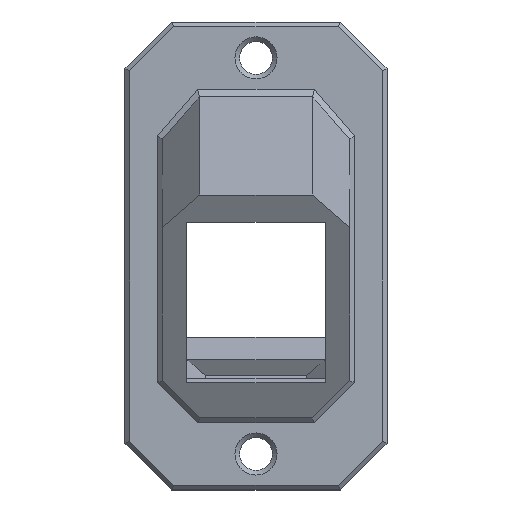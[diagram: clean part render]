
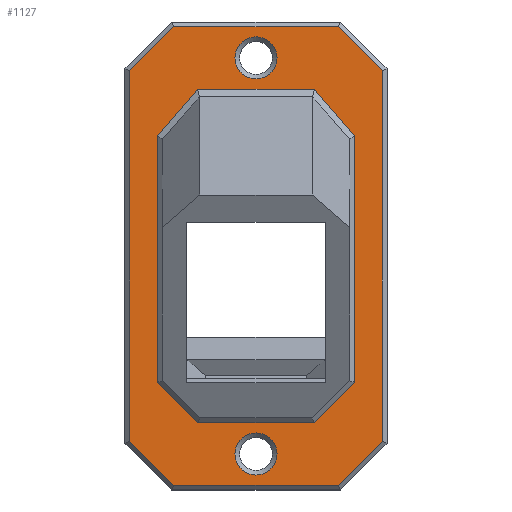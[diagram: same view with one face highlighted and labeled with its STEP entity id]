
A CAD part, top view. The second image highlights one B-rep face of the part: STEP entity #1127.
In plain terms, the highlighted planar face has unit normal (0, 0, 1).
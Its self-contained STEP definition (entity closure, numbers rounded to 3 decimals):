
#26=FACE_BOUND('',#124,.T.);
#27=FACE_BOUND('',#125,.T.);
#28=FACE_BOUND('',#126,.T.);
#33=CIRCLE('',#1209,2.25);
#34=CIRCLE('',#1210,2.25);
#56=FACE_OUTER_BOUND('',#123,.T.);
#123=EDGE_LOOP('',(#792,#793,#794,#795,#796,#797,#798,#799));
#124=EDGE_LOOP('',(#800));
#125=EDGE_LOOP('',(#801));
#126=EDGE_LOOP('',(#802,#803,#804,#805,#806,#807,#808,#809));
#184=LINE('',#1574,#332);
#191=LINE('',#1589,#339);
#194=LINE('',#1595,#342);
#198=LINE('',#1603,#346);
#201=LINE('',#1609,#349);
#205=LINE('',#1617,#353);
#207=LINE('',#1620,#355);
#211=LINE('',#1626,#359);
#223=LINE('',#1652,#371);
#224=LINE('',#1654,#372);
#225=LINE('',#1656,#373);
#226=LINE('',#1658,#374);
#227=LINE('',#1660,#375);
#228=LINE('',#1662,#376);
#229=LINE('',#1664,#377);
#230=LINE('',#1665,#378);
#332=VECTOR('',#1274,10.);
#339=VECTOR('',#1283,10.);
#342=VECTOR('',#1288,10.);
#346=VECTOR('',#1294,10.);
#349=VECTOR('',#1299,10.);
#353=VECTOR('',#1305,10.);
#355=VECTOR('',#1309,10.);
#359=VECTOR('',#1315,10.);
#371=VECTOR('',#1339,10.);
#372=VECTOR('',#1340,10.);
#373=VECTOR('',#1341,10.);
#374=VECTOR('',#1342,10.);
#375=VECTOR('',#1343,10.);
#376=VECTOR('',#1344,10.);
#377=VECTOR('',#1345,10.);
#378=VECTOR('',#1346,10.);
#480=VERTEX_POINT('',#1572);
#481=VERTEX_POINT('',#1573);
#487=VERTEX_POINT('',#1586);
#488=VERTEX_POINT('',#1588);
#490=VERTEX_POINT('',#1594);
#493=VERTEX_POINT('',#1602);
#495=VERTEX_POINT('',#1608);
#498=VERTEX_POINT('',#1616);
#506=VERTEX_POINT('',#1650);
#507=VERTEX_POINT('',#1651);
#508=VERTEX_POINT('',#1653);
#509=VERTEX_POINT('',#1655);
#510=VERTEX_POINT('',#1657);
#511=VERTEX_POINT('',#1659);
#512=VERTEX_POINT('',#1661);
#513=VERTEX_POINT('',#1663);
#514=VERTEX_POINT('',#1666);
#515=VERTEX_POINT('',#1668);
#576=EDGE_CURVE('',#480,#481,#184,.T.);
#583=EDGE_CURVE('',#487,#488,#191,.T.);
#586=EDGE_CURVE('',#490,#487,#194,.T.);
#590=EDGE_CURVE('',#488,#493,#198,.T.);
#593=EDGE_CURVE('',#495,#490,#201,.T.);
#597=EDGE_CURVE('',#493,#498,#205,.T.);
#599=EDGE_CURVE('',#481,#495,#207,.T.);
#603=EDGE_CURVE('',#498,#480,#211,.T.);
#615=EDGE_CURVE('',#506,#507,#223,.T.);
#616=EDGE_CURVE('',#508,#506,#224,.T.);
#617=EDGE_CURVE('',#509,#508,#225,.T.);
#618=EDGE_CURVE('',#510,#509,#226,.T.);
#619=EDGE_CURVE('',#511,#510,#227,.T.);
#620=EDGE_CURVE('',#512,#511,#228,.T.);
#621=EDGE_CURVE('',#513,#512,#229,.T.);
#622=EDGE_CURVE('',#507,#513,#230,.T.);
#623=EDGE_CURVE('',#514,#514,#33,.T.);
#624=EDGE_CURVE('',#515,#515,#34,.T.);
#792=ORIENTED_EDGE('',*,*,#615,.F.);
#793=ORIENTED_EDGE('',*,*,#616,.F.);
#794=ORIENTED_EDGE('',*,*,#617,.F.);
#795=ORIENTED_EDGE('',*,*,#618,.F.);
#796=ORIENTED_EDGE('',*,*,#619,.F.);
#797=ORIENTED_EDGE('',*,*,#620,.F.);
#798=ORIENTED_EDGE('',*,*,#621,.F.);
#799=ORIENTED_EDGE('',*,*,#622,.F.);
#800=ORIENTED_EDGE('',*,*,#623,.F.);
#801=ORIENTED_EDGE('',*,*,#624,.F.);
#802=ORIENTED_EDGE('',*,*,#583,.F.);
#803=ORIENTED_EDGE('',*,*,#586,.F.);
#804=ORIENTED_EDGE('',*,*,#593,.F.);
#805=ORIENTED_EDGE('',*,*,#599,.F.);
#806=ORIENTED_EDGE('',*,*,#576,.F.);
#807=ORIENTED_EDGE('',*,*,#603,.F.);
#808=ORIENTED_EDGE('',*,*,#597,.F.);
#809=ORIENTED_EDGE('',*,*,#590,.F.);
#1069=PLANE('',#1208);
#1127=ADVANCED_FACE('',(#56,#26,#27,#28),#1069,.F.);
#1208=AXIS2_PLACEMENT_3D('',#1649,#1337,#1338);
#1209=AXIS2_PLACEMENT_3D('',#1667,#1347,#1348);
#1210=AXIS2_PLACEMENT_3D('',#1669,#1349,#1350);
#1274=DIRECTION('',(0.,-1.,0.));
#1283=DIRECTION('',(0.,1.,0.));
#1288=DIRECTION('',(0.707,0.707,0.));
#1294=DIRECTION('',(-0.655,0.756,0.));
#1299=DIRECTION('',(1.,0.,0.));
#1305=DIRECTION('',(-1.,0.,0.));
#1309=DIRECTION('',(0.707,-0.707,0.));
#1315=DIRECTION('',(-0.655,-0.756,0.));
#1337=DIRECTION('center_axis',(0.,0.,-1.));
#1338=DIRECTION('ref_axis',(1.,0.,0.));
#1339=DIRECTION('',(0.,-1.,0.));
#1340=DIRECTION('',(0.707,-0.707,0.));
#1341=DIRECTION('',(1.,0.,0.));
#1342=DIRECTION('',(0.707,0.707,0.));
#1343=DIRECTION('',(0.,1.,0.));
#1344=DIRECTION('',(-0.707,0.707,0.));
#1345=DIRECTION('',(-1.,0.,0.));
#1346=DIRECTION('',(-0.707,-0.707,0.));
#1347=DIRECTION('center_axis',(0.,0.,1.));
#1348=DIRECTION('ref_axis',(1.,0.,0.));
#1349=DIRECTION('center_axis',(0.,0.,1.));
#1350=DIRECTION('ref_axis',(1.,0.,0.));
#1572=CARTESIAN_POINT('',(-10.5,23.884,3.985));
#1573=CARTESIAN_POINT('',(-10.5,-2.531,3.985));
#1574=CARTESIAN_POINT('',(-10.5,9.98,3.985));
#1586=CARTESIAN_POINT('',(10.5,-2.531,3.985));
#1588=CARTESIAN_POINT('',(10.5,23.884,3.985));
#1589=CARTESIAN_POINT('',(10.5,9.98,3.985));
#1594=CARTESIAN_POINT('',(6.207,-6.824,3.985));
#1595=CARTESIAN_POINT('',(11.181,-1.851,3.985));
#1602=CARTESIAN_POINT('',(6.228,28.817,3.985));
#1603=CARTESIAN_POINT('',(12.666,21.383,3.985));
#1608=CARTESIAN_POINT('',(-6.207,-6.824,3.985));
#1609=CARTESIAN_POINT('',(0.,-6.824,3.985));
#1616=CARTESIAN_POINT('',(-6.228,28.817,3.985));
#1617=CARTESIAN_POINT('',(0.,28.817,3.985));
#1620=CARTESIAN_POINT('',(-9.181,-3.851,3.985));
#1626=CARTESIAN_POINT('',(-10.952,23.362,3.985));
#1649=CARTESIAN_POINT('Origin',(0.,10.985,3.985));
#1650=CARTESIAN_POINT('',(13.5,30.778,3.985));
#1651=CARTESIAN_POINT('',(13.5,-8.808,3.985));
#1652=CARTESIAN_POINT('',(13.5,10.985,3.985));
#1653=CARTESIAN_POINT('',(8.793,35.485,3.985));
#1654=CARTESIAN_POINT('',(13.896,30.382,3.985));
#1655=CARTESIAN_POINT('',(-8.793,35.485,3.985));
#1656=CARTESIAN_POINT('',(0.,35.485,3.985));
#1657=CARTESIAN_POINT('',(-13.5,30.778,3.985));
#1658=CARTESIAN_POINT('',(-13.896,30.382,3.985));
#1659=CARTESIAN_POINT('',(-13.5,-8.808,3.985));
#1660=CARTESIAN_POINT('',(-13.5,10.985,3.985));
#1661=CARTESIAN_POINT('',(-8.793,-13.515,3.985));
#1662=CARTESIAN_POINT('',(-13.896,-8.411,3.985));
#1663=CARTESIAN_POINT('',(8.793,-13.515,3.985));
#1664=CARTESIAN_POINT('',(0.,-13.515,3.985));
#1665=CARTESIAN_POINT('',(13.896,-8.411,3.985));
#1666=CARTESIAN_POINT('',(-2.25,-10.17,3.985));
#1667=CARTESIAN_POINT('Origin',(0.,-10.17,3.985));
#1668=CARTESIAN_POINT('',(-2.25,32.151,3.985));
#1669=CARTESIAN_POINT('Origin',(0.,32.151,3.985));
